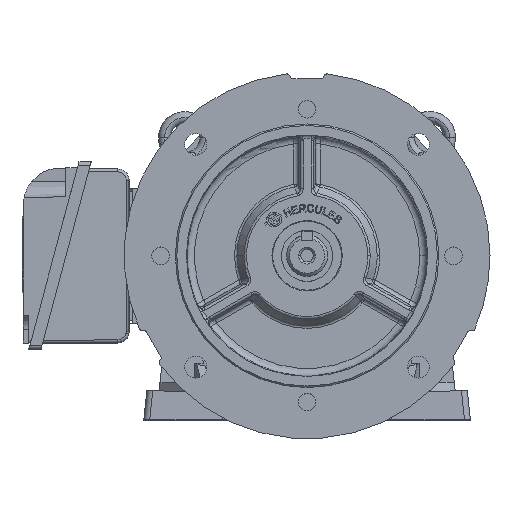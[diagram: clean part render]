
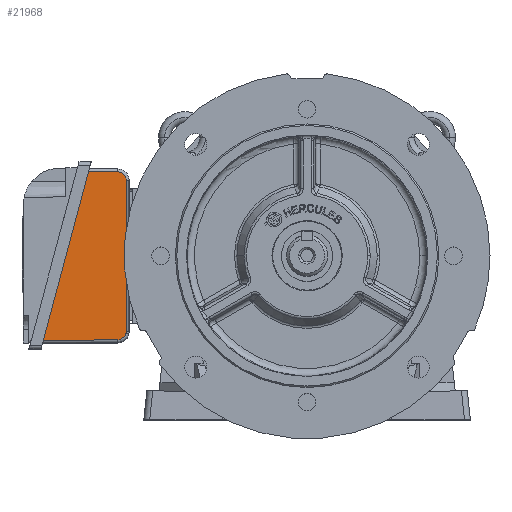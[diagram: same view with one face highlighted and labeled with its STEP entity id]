
A CAD part, top view. The second image highlights one B-rep face of the part: STEP entity #21968.
In plain terms, the highlighted planar face has unit normal (0.017, -0.004, 1).
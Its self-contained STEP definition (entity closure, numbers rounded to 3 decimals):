
#818 = LINE ( 'NONE', #40285, #15506 ) ;
#1373 = CARTESIAN_POINT ( 'NONE',  ( -123.671, -52.881, 47.295 ) ) ;
#2170 = CARTESIAN_POINT ( 'NONE',  ( -124.396, -55.588, 47.295 ) ) ;
#4879 = DIRECTION ( 'NONE',  ( -1., 0.017, 0.017 ) ) ;
#6048 = EDGE_CURVE ( 'NONE', #9973, #35042, #818, .T. ) ;
#7706 = VECTOR ( 'NONE', #61544, 1000. ) ;
#7820 = CARTESIAN_POINT ( 'NONE',  ( -129.414, -57.328, 47.372 ) ) ;
#9191 = VERTEX_POINT ( 'NONE', #13422 ) ;
#9973 = VERTEX_POINT ( 'NONE', #15507 ) ;
#12428 = VERTEX_POINT ( 'NONE', #23093 ) ;
#13422 = CARTESIAN_POINT ( 'NONE',  ( -129.362, 57.378, 47.889 ) ) ;
#13834 = VERTEX_POINT ( 'NONE', #53348 ) ;
#14230 = EDGE_CURVE ( 'NONE', #12428, #30224, #57351, .T. ) ;
#15506 = VECTOR ( 'NONE', #18110, 1000. ) ;
#15507 = CARTESIAN_POINT ( 'NONE',  ( -123.466, -51.329, 47.299 ) ) ;
#15785 = CARTESIAN_POINT ( 'NONE',  ( -123.671, -52.881, 47.295 ) ) ;
#17734 = EDGE_CURVE ( 'NONE', #13834, #12428, #33488, .T. ) ;
#18110 = DIRECTION ( 'NONE',  ( 0., 1., 0.005 ) ) ;
#21348 = ORIENTED_EDGE ( 'NONE', *, *, #14230, .T. ) ;
#21968 = ADVANCED_FACE ( 'NONE', ( #56694 ), #67592, .T. ) ;
#23093 = CARTESIAN_POINT ( 'NONE',  ( -129.414, -57.328, 47.372 ) ) ;
#23297 = DIRECTION ( 'NONE',  ( 1., 0.009, -0.017 ) ) ;
#23742 = EDGE_LOOP ( 'NONE', ( #70470, #49668, #21348, #63616, #39994, #32226, #66083 ) ) ;
#26650 =( BOUNDED_CURVE ( )  B_SPLINE_CURVE ( 3, ( #15785, #66450, #61594, #39440 ),
 .UNSPECIFIED., .F., .F. ) 
 B_SPLINE_CURVE_WITH_KNOTS ( ( 4, 4 ),
 ( 0., 0.262 ),
 .UNSPECIFIED. ) 
 CURVE ( )  GEOMETRIC_REPRESENTATION_ITEM ( )  RATIONAL_B_SPLINE_CURVE ( ( 1., 0.994, 0.994, 1. ) ) 
 REPRESENTATION_ITEM ( '' )  );
#28490 = CARTESIAN_POINT ( 'NONE',  ( -163.369, 10.281, 48.25 ) ) ;
#30029 = CARTESIAN_POINT ( 'NONE',  ( -123.671, -52.881, 47.295 ) ) ;
#30224 = VERTEX_POINT ( 'NONE', #1373 ) ;
#32226 = ORIENTED_EDGE ( 'NONE', *, *, #59977, .T. ) ;
#32347 = CARTESIAN_POINT ( 'NONE',  ( -129.362, 57.378, 47.889 ) ) ;
#33085 = DIRECTION ( 'NONE',  ( 1., 0., -0.017 ) ) ;
#33488 = LINE ( 'NONE', #51092, #54626 ) ;
#35042 = VERTEX_POINT ( 'NONE', #44002 ) ;
#37597 = EDGE_CURVE ( 'NONE', #13834, #65556, #56632, .T. ) ;
#37811 =( BOUNDED_CURVE ( )  B_SPLINE_CURVE ( 3, ( #48833, #54113, #42842, #32347 ),
 .UNSPECIFIED., .F., .F. ) 
 B_SPLINE_CURVE_WITH_KNOTS ( ( 4, 4 ),
 ( 0.262, 1.815 ),
 .UNSPECIFIED. ) 
 CURVE ( )  GEOMETRIC_REPRESENTATION_ITEM ( )  RATIONAL_B_SPLINE_CURVE ( ( 1., 0.809, 0.809, 1. ) ) 
 REPRESENTATION_ITEM ( '' )  );
#39440 = CARTESIAN_POINT ( 'NONE',  ( -123.466, -51.329, 47.299 ) ) ;
#39994 = ORIENTED_EDGE ( 'NONE', *, *, #6048, .T. ) ;
#40285 = CARTESIAN_POINT ( 'NONE',  ( -123.466, 51.388, 47.763 ) ) ;
#42842 = CARTESIAN_POINT ( 'NONE',  ( -125.896, 57.318, 47.831 ) ) ;
#43133 = CARTESIAN_POINT ( 'NONE',  ( -150.65, 57.75, 48.25 ) ) ;
#44002 = CARTESIAN_POINT ( 'NONE',  ( -123.466, 51.379, 47.763 ) ) ;
#48833 = CARTESIAN_POINT ( 'NONE',  ( -123.466, 51.379, 47.763 ) ) ;
#49668 = ORIENTED_EDGE ( 'NONE', *, *, #17734, .T. ) ;
#50185 = AXIS2_PLACEMENT_3D ( 'NONE', #63068, #73969, #33085 ) ;
#51092 = CARTESIAN_POINT ( 'NONE',  ( -129.447, -57.329, 47.373 ) ) ;
#53348 = CARTESIAN_POINT ( 'NONE',  ( -181.607, -57.784, 48.25 ) ) ;
#53620 = CARTESIAN_POINT ( 'NONE',  ( -126.612, -57.304, 47.325 ) ) ;
#54113 = CARTESIAN_POINT ( 'NONE',  ( -123.466, 54.846, 47.779 ) ) ;
#54626 = VECTOR ( 'NONE', #23297, 1000. ) ;
#56632 = LINE ( 'NONE', #28490, #7706 ) ;
#56694 = FACE_OUTER_BOUND ( 'NONE', #23742, .T. ) ;
#57061 = LINE ( 'NONE', #67949, #70859 ) ;
#57351 =( BOUNDED_CURVE ( )  B_SPLINE_CURVE ( 3, ( #7820, #53620, #2170, #30029 ),
 .UNSPECIFIED., .F., .T. ) 
 B_SPLINE_CURVE_WITH_KNOTS ( ( 4, 4 ),
 ( 4.983, 6.283 ),
 .UNSPECIFIED. ) 
 CURVE ( )  GEOMETRIC_REPRESENTATION_ITEM ( )  RATIONAL_B_SPLINE_CURVE ( ( 1., 0.864, 0.864, 1. ) ) 
 REPRESENTATION_ITEM ( '' )  );
#58227 = EDGE_CURVE ( 'NONE', #30224, #9973, #26650, .T. ) ;
#59977 = EDGE_CURVE ( 'NONE', #35042, #9191, #37811, .T. ) ;
#61544 = DIRECTION ( 'NONE',  ( 0.259, 0.966, 0. ) ) ;
#61594 = CARTESIAN_POINT ( 'NONE',  ( -123.466, -51.854, 47.297 ) ) ;
#63068 = CARTESIAN_POINT ( 'NONE',  ( -163.369, 10.281, 48.25 ) ) ;
#63616 = ORIENTED_EDGE ( 'NONE', *, *, #58227, .T. ) ;
#65332 = EDGE_CURVE ( 'NONE', #9191, #65556, #57061, .T. ) ;
#65556 = VERTEX_POINT ( 'NONE', #43133 ) ;
#66083 = ORIENTED_EDGE ( 'NONE', *, *, #65332, .T. ) ;
#66450 = CARTESIAN_POINT ( 'NONE',  ( -123.535, -52.374, 47.295 ) ) ;
#67592 = PLANE ( 'NONE',  #50185 ) ;
#67949 = CARTESIAN_POINT ( 'NONE',  ( -162.534, 57.957, 48.451 ) ) ;
#70470 = ORIENTED_EDGE ( 'NONE', *, *, #37597, .F. ) ;
#70859 = VECTOR ( 'NONE', #4879, 1000. ) ;
#73969 = DIRECTION ( 'NONE',  ( 0.017, -0.005, 1. ) ) ;
